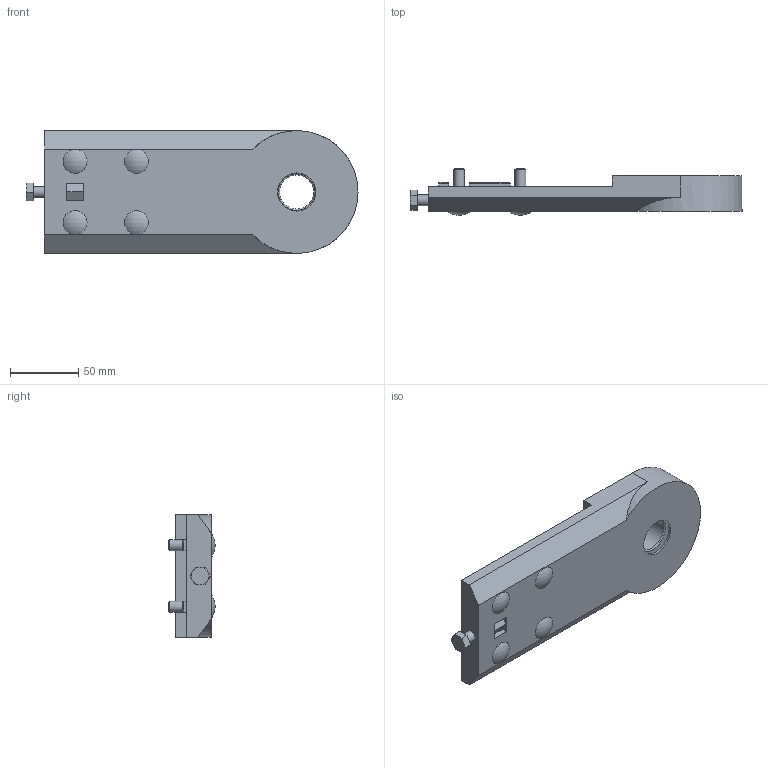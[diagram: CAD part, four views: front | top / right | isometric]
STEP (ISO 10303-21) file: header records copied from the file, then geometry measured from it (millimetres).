
FILE_DESCRIPTION(/* description */ (''),/* implementation_level */ '2;1');
FILE_NAME(/* name */ '85-925-1.stp',/* time_stamp */ '2022-04-15T09:23:23-04:00',/* author */ ('jmurphy'),/* organization */ (''),/* preprocessor_version */ 'ST-DEVELOPER v18.1',/* originating_system */ 'AutoCAD Mechanical',/* authorisation */ '');
FILE_SCHEMA (('AUTOMOTIVE_DESIGN { 1 0 10303 214 3 1 1 }'));
Length unit declared in the file: millimetre
Products named in the file (1): Product
Bounding box: 243.5 x 33.92 x 90 mm (x, y, z)
Volume: 375452.8 mm3; surface area: 77818.7 mm2
Topology: 12 solids, 12 shells, 198 faces, 399 edges, 257 vertices
Faces by surface type: plane 112, cylinder 54, cone 12, torus 12, sphere 8
Full cylindrical faces by diameter (mm): 4 x4, 6.647 x1, 8 x5, 8.5 x2, 9 x8, 13 x4, 15 x8, 25 x1, 28 x1, 46 x1, 52 x2
Entity records: 5176 total; most frequent: DIRECTION 926, CARTESIAN_POINT 878, ORIENTED_EDGE 796, EDGE_CURVE 398, AXIS2_PLACEMENT_3D 341, VERTEX_POINT 257, EDGE_LOOP 247, LINE 244
